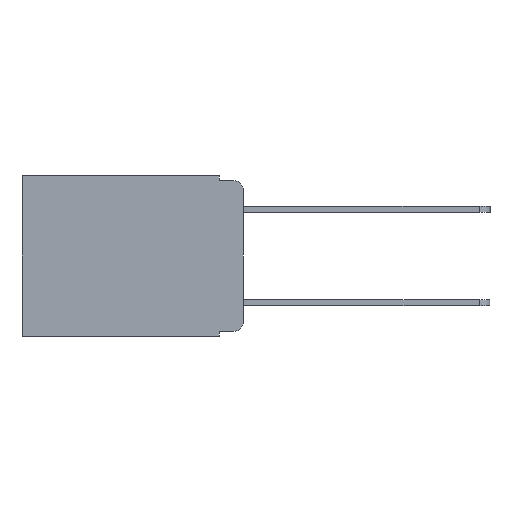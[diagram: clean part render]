
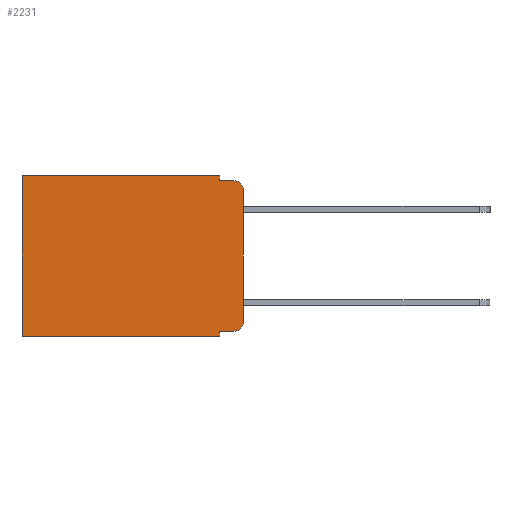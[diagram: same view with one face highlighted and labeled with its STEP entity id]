
A CAD part, left-side view. The second image highlights one B-rep face of the part: STEP entity #2231.
In plain terms, the highlighted planar face has unit normal (-1, 0, 0).
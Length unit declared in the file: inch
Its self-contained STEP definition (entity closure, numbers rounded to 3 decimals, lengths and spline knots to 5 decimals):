
#86 = EDGE_CURVE ( 'NONE', #4830, #9155, #6541, .T. ) ;
#277 = CARTESIAN_POINT ( 'NONE',  ( 0.298, 0.02, -0.333 ) ) ;
#280 = ORIENTED_EDGE ( 'NONE', *, *, #862, .F. ) ;
#316 = VERTEX_POINT ( 'NONE', #3675 ) ;
#713 = EDGE_CURVE ( 'NONE', #7105, #6812, #1900, .T. ) ;
#834 = VECTOR ( 'NONE', #7400, 39.37008 ) ;
#862 = EDGE_CURVE ( 'NONE', #5498, #316, #2531, .T. ) ;
#905 = EDGE_CURVE ( 'NONE', #5498, #9337, #4152, .T. ) ;
#907 = EDGE_CURVE ( 'NONE', #9042, #9337, #7969, .T. ) ;
#908 = EDGE_CURVE ( 'NONE', #4830, #9042, #10017, .T. ) ;
#921 = EDGE_CURVE ( 'NONE', #9155, #6812, #9818, .T. ) ;
#924 = EDGE_CURVE ( 'NONE', #10647, #7105, #9614, .T. ) ;
#927 = EDGE_CURVE ( 'NONE', #10647, #7872, #6172, .T. ) ;
#950 = EDGE_CURVE ( 'NONE', #7872, #316, #9425, .T. ) ;
#1402 = CARTESIAN_POINT ( 'NONE',  ( 0.298, 0.473, 0. ) ) ;
#1789 = ORIENTED_EDGE ( 'NONE', *, *, #907, .F. ) ;
#1894 = DIRECTION ( 'NONE',  ( 0., -1., 0. ) ) ;
#1900 = LINE ( 'NONE', #6593, #8208 ) ;
#1924 = CARTESIAN_POINT ( 'NONE',  ( 0.298, 0.051, 0. ) ) ;
#2126 = DIRECTION ( 'NONE',  ( 0., -1., 0. ) ) ;
#2231 = ADVANCED_FACE ( 'NONE', ( #6021 ), #4938, .F. ) ;
#2527 = DIRECTION ( 'NONE',  ( 0., 0., -1. ) ) ;
#2531 = LINE ( 'NONE', #9272, #10436 ) ;
#2725 = EDGE_LOOP ( 'NONE', ( #280, #9108, #1789, #4164, #3021, #3035, #5119, #4864, #4687, #4387 ) ) ;
#2818 = CARTESIAN_POINT ( 'NONE',  ( 0.298, 0.051, -0.333 ) ) ;
#2871 = DIRECTION ( 'NONE',  ( 0., 0., -1. ) ) ;
#3021 = ORIENTED_EDGE ( 'NONE', *, *, #86, .T. ) ;
#3035 = ORIENTED_EDGE ( 'NONE', *, *, #921, .T. ) ;
#3147 = CARTESIAN_POINT ( 'NONE',  ( 0.298, 0.02, -0.313 ) ) ;
#3225 = CARTESIAN_POINT ( 'NONE',  ( 0.298, 0.02, -0.01 ) ) ;
#3345 = CARTESIAN_POINT ( 'NONE',  ( 0.298, 0.051, -0.01 ) ) ;
#3442 = CARTESIAN_POINT ( 'NONE',  ( 0.298, 0.051, 0. ) ) ;
#3481 = DIRECTION ( 'NONE',  ( 0., 1., 0. ) ) ;
#3675 = CARTESIAN_POINT ( 'NONE',  ( 0.298, 0., -0.313 ) ) ;
#3869 = VECTOR ( 'NONE', #2527, 39.37008 ) ;
#3960 = DIRECTION ( 'NONE',  ( 0., 0., -1. ) ) ;
#4152 = CIRCLE ( 'NONE', #5862, 0.02 ) ;
#4164 = ORIENTED_EDGE ( 'NONE', *, *, #908, .F. ) ;
#4330 = VECTOR ( 'NONE', #3481, 39.37008 ) ;
#4387 = ORIENTED_EDGE ( 'NONE', *, *, #950, .T. ) ;
#4445 = AXIS2_PLACEMENT_3D ( 'NONE', #3147, #8276, #3960 ) ;
#4687 = ORIENTED_EDGE ( 'NONE', *, *, #927, .T. ) ;
#4830 = VERTEX_POINT ( 'NONE', #3442 ) ;
#4864 = ORIENTED_EDGE ( 'NONE', *, *, #924, .F. ) ;
#4938 = PLANE ( 'NONE',  #5306 ) ;
#5119 = ORIENTED_EDGE ( 'NONE', *, *, #713, .F. ) ;
#5235 = CARTESIAN_POINT ( 'NONE',  ( 0.298, 0.02, -0.03 ) ) ;
#5306 = AXIS2_PLACEMENT_3D ( 'NONE', #10375, #5551, #7777 ) ;
#5498 = VERTEX_POINT ( 'NONE', #7956 ) ;
#5551 = DIRECTION ( 'NONE',  ( 1., 0., 0. ) ) ;
#5682 = CARTESIAN_POINT ( 'NONE',  ( 0.298, 0., 0. ) ) ;
#5862 = AXIS2_PLACEMENT_3D ( 'NONE', #5235, #10501, #8274 ) ;
#6021 = FACE_OUTER_BOUND ( 'NONE', #2725, .T. ) ;
#6150 = CARTESIAN_POINT ( 'NONE',  ( 0.298, 0.051, -0.333 ) ) ;
#6172 = LINE ( 'NONE', #2818, #7518 ) ;
#6541 = LINE ( 'NONE', #5682, #4330 ) ;
#6585 = CARTESIAN_POINT ( 'NONE',  ( 0.298, 0.051, -0.01 ) ) ;
#6593 = CARTESIAN_POINT ( 'NONE',  ( 0.298, 0., -0.343 ) ) ;
#6812 = VERTEX_POINT ( 'NONE', #8752 ) ;
#7105 = VERTEX_POINT ( 'NONE', #10137 ) ;
#7383 = DIRECTION ( 'NONE',  ( 0., 0., -1. ) ) ;
#7400 = DIRECTION ( 'NONE',  ( 0., 0., -1. ) ) ;
#7518 = VECTOR ( 'NONE', #1894, 39.37008 ) ;
#7752 = VECTOR ( 'NONE', #7383, 39.37008 ) ;
#7777 = DIRECTION ( 'NONE',  ( 0., 0., -1. ) ) ;
#7872 = VERTEX_POINT ( 'NONE', #277 ) ;
#7956 = CARTESIAN_POINT ( 'NONE',  ( 0.298, 0., -0.03 ) ) ;
#7969 = LINE ( 'NONE', #3345, #8200 ) ;
#8120 = CARTESIAN_POINT ( 'NONE',  ( 0.298, 0.051, 0. ) ) ;
#8200 = VECTOR ( 'NONE', #2126, 39.37008 ) ;
#8208 = VECTOR ( 'NONE', #9346, 39.37008 ) ;
#8274 = DIRECTION ( 'NONE',  ( 0., 0., -1. ) ) ;
#8276 = DIRECTION ( 'NONE',  ( -1., 0., 0. ) ) ;
#8752 = CARTESIAN_POINT ( 'NONE',  ( 0.298, 0.473, -0.343 ) ) ;
#9042 = VERTEX_POINT ( 'NONE', #6585 ) ;
#9108 = ORIENTED_EDGE ( 'NONE', *, *, #905, .T. ) ;
#9155 = VERTEX_POINT ( 'NONE', #10648 ) ;
#9272 = CARTESIAN_POINT ( 'NONE',  ( 0.298, 0., 0. ) ) ;
#9337 = VERTEX_POINT ( 'NONE', #3225 ) ;
#9346 = DIRECTION ( 'NONE',  ( 0., 1., 0. ) ) ;
#9425 = CIRCLE ( 'NONE', #4445, 0.02 ) ;
#9614 = LINE ( 'NONE', #1924, #834 ) ;
#9818 = LINE ( 'NONE', #1402, #7752 ) ;
#10017 = LINE ( 'NONE', #8120, #3869 ) ;
#10137 = CARTESIAN_POINT ( 'NONE',  ( 0.298, 0.051, -0.343 ) ) ;
#10375 = CARTESIAN_POINT ( 'NONE',  ( 0.298, 0., 0. ) ) ;
#10436 = VECTOR ( 'NONE', #2871, 39.37008 ) ;
#10501 = DIRECTION ( 'NONE',  ( -1., 0., 0. ) ) ;
#10647 = VERTEX_POINT ( 'NONE', #6150 ) ;
#10648 = CARTESIAN_POINT ( 'NONE',  ( 0.298, 0.473, 0. ) ) ;
